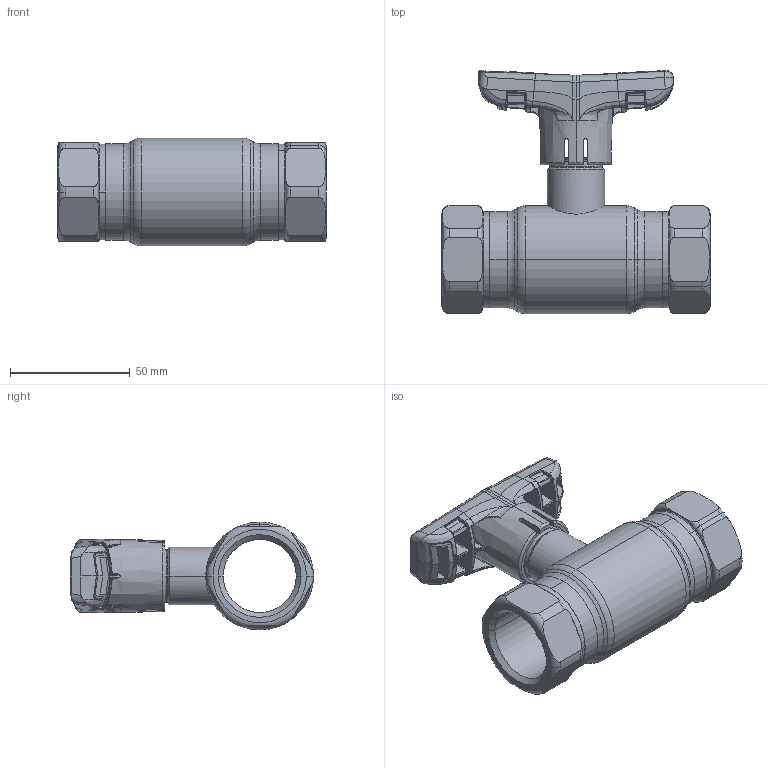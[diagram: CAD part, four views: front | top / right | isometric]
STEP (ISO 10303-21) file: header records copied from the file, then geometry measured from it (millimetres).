
FILE_DESCRIPTION (( 'STEP AP214' ), '1' );
FILE_NAME ('1025002000-1400.step', '2024-01-15T11:33:56', ( '' ), ( '' ), 'SwSTEP 2.0', 'SolidWorks 2021', '' );
FILE_SCHEMA (( 'AUTOMOTIVE_DESIGN' ));
Length unit declared in the file: millimetre
Products named in the file (1): 1025002000-1400
Bounding box: 112 x 101.58 x 45 mm (x, y, z)
Surface area: 38444.6 mm2 (no closed solid volume)
Topology: 0 solids, 6 shells, 664 faces, 1928 edges, 1197 vertices
Faces by surface type: bspline 490, plane 57, cylinder 54, torus 39, cone 16, sphere 8
Entity records: 57564 total; most frequent: CARTESIAN_POINT 37310, ORIENTED_EDGE 3395, EDGE_CURVE 1918, DIRECTION 1382, B_SPLINE_CURVE_WITH_KNOTS 1312, VERTEX_POINT 1194, EDGE_LOOP 672, UNCERTAINTY_MEASURE_WITH_UNIT 663
